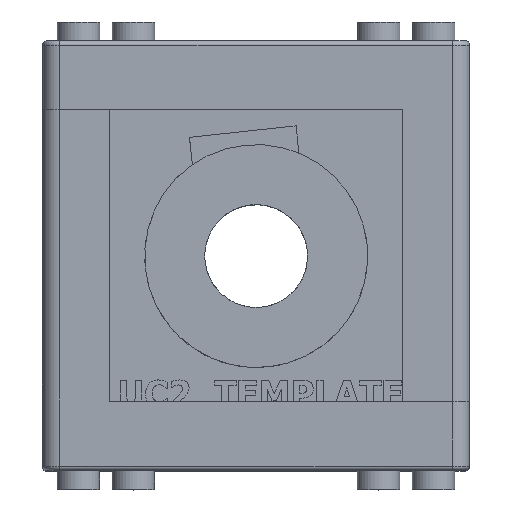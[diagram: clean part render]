
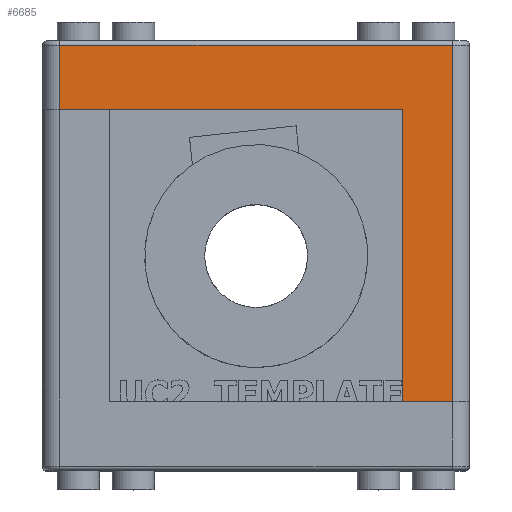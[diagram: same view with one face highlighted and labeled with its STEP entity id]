
A CAD part, top view. The second image highlights one B-rep face of the part: STEP entity #6685.
In plain terms, the highlighted face is planar.
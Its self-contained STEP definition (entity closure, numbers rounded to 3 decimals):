
#293=PLANE('',#7301);
#629=FACE_OUTER_BOUND('',#1041,.T.);
#1041=EDGE_LOOP('',(#5207,#5208,#5209,#5210,#5211,#5212));
#1529=LINE('',#10019,#2275);
#1531=LINE('',#10028,#2277);
#1533=LINE('',#10034,#2279);
#1540=LINE('',#10053,#2286);
#1541=LINE('',#10055,#2287);
#1542=LINE('',#10056,#2288);
#2275=VECTOR('',#8292,10.);
#2277=VECTOR('',#8304,10.);
#2279=VECTOR('',#8310,10.);
#2286=VECTOR('',#8331,10.);
#2287=VECTOR('',#8332,10.);
#2288=VECTOR('',#8333,10.);
#3188=VERTEX_POINT('',#10010);
#3190=VERTEX_POINT('',#10017);
#3191=VERTEX_POINT('',#10022);
#3193=VERTEX_POINT('',#10030);
#3199=VERTEX_POINT('',#10052);
#3200=VERTEX_POINT('',#10054);
#3933=EDGE_CURVE('',#3190,#3188,#1529,.T.);
#3938=EDGE_CURVE('',#3188,#3191,#1531,.T.);
#3941=EDGE_CURVE('',#3191,#3193,#1533,.T.);
#3950=EDGE_CURVE('',#3199,#3190,#1540,.T.);
#3951=EDGE_CURVE('',#3199,#3200,#1541,.T.);
#3952=EDGE_CURVE('',#3193,#3200,#1542,.T.);
#5207=ORIENTED_EDGE('',*,*,#3941,.F.);
#5208=ORIENTED_EDGE('',*,*,#3938,.F.);
#5209=ORIENTED_EDGE('',*,*,#3933,.F.);
#5210=ORIENTED_EDGE('',*,*,#3950,.F.);
#5211=ORIENTED_EDGE('',*,*,#3951,.T.);
#5212=ORIENTED_EDGE('',*,*,#3952,.F.);
#6685=ADVANCED_FACE('',(#629),#293,.T.);
#7301=AXIS2_PLACEMENT_3D('',#10051,#8329,#8330);
#8292=DIRECTION('',(0.,0.,-1.));
#8304=DIRECTION('',(0.,-1.,0.));
#8310=DIRECTION('',(0.,0.,1.));
#8329=DIRECTION('center_axis',(1.,0.,0.));
#8330=DIRECTION('ref_axis',(0.,1.,0.));
#8331=DIRECTION('',(0.,1.,0.));
#8332=DIRECTION('',(0.,0.,1.));
#8333=DIRECTION('',(0.,1.,0.));
#10010=CARTESIAN_POINT('',(24.9,22.9,0.5));
#10017=CARTESIAN_POINT('',(24.9,22.9,8.));
#10019=CARTESIAN_POINT('',(24.9,22.9,0.));
#10022=CARTESIAN_POINT('',(24.9,-22.9,0.5));
#10028=CARTESIAN_POINT('',(24.9,-12.45,0.5));
#10030=CARTESIAN_POINT('',(24.9,-22.9,42.1));
#10034=CARTESIAN_POINT('',(24.9,-22.9,0.));
#10051=CARTESIAN_POINT('Origin',(24.9,-24.9,0.));
#10052=CARTESIAN_POINT('',(24.9,-17.02,8.));
#10053=CARTESIAN_POINT('',(24.9,24.9,8.));
#10054=CARTESIAN_POINT('',(24.9,-17.02,42.1));
#10055=CARTESIAN_POINT('',(24.9,-17.02,8.));
#10056=CARTESIAN_POINT('',(24.9,-24.9,42.1));
